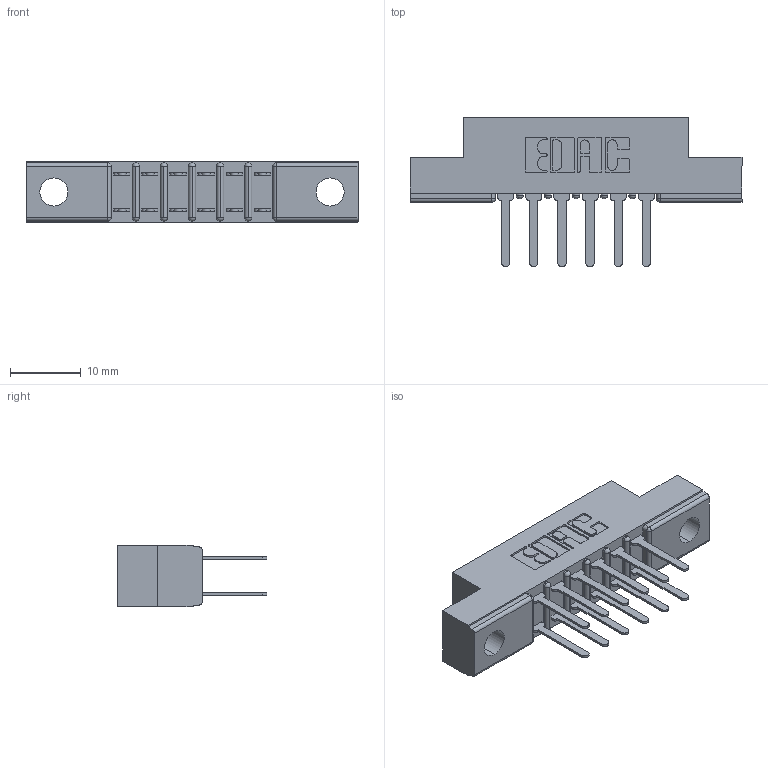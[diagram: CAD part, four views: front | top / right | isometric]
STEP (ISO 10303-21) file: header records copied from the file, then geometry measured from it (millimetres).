
FILE_DESCRIPTION (( 'STEP AP203' ), '1' );
FILE_NAME ('307-012-422-204.STEP', '2020-09-28T14:18:54', ( '' ), ( '' ), 'SwSTEP 2.0', 'SolidWorks 2020', '' );
FILE_SCHEMA (( 'CONFIG_CONTROL_DESIGN' ));
Length unit declared in the file: inch
Products named in the file (3): 307-290-001_522; 307-012-422-204; 307 Part_.156 Dia Mounting Holes
Assembly tree (13 placements, depth 2):
  307-012-422-204
    307 Part_.156 Dia Mounting Holes
    307-290-001_522  x12
Bounding box: 46.79 x 21.11 x 8.71 mm (x, y, z)
Volume: 2982 mm3; surface area: 4456.4 mm2
Topology: 13 solids, 13 shells, 691 faces, 1919 edges, 1242 vertices
Faces by surface type: plane 456, cylinder 221, sphere 14
Entity records: 10160 total; most frequent: CARTESIAN_POINT 1676, ORIENTED_EDGE 1654, DIRECTION 1649, EDGE_CURVE 827, VECTOR 627, LINE 627, VERTEX_POINT 538, AXIS2_PLACEMENT_3D 511
